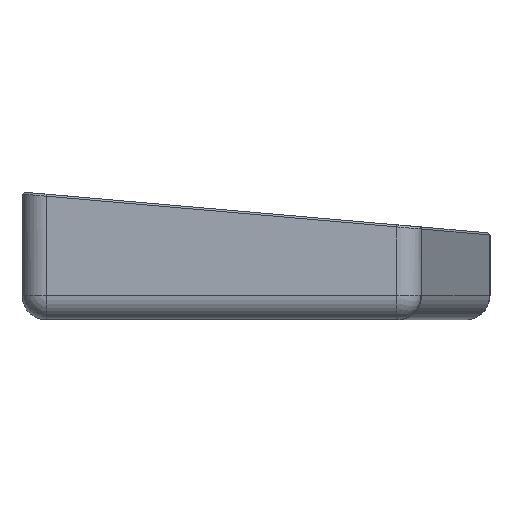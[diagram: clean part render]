
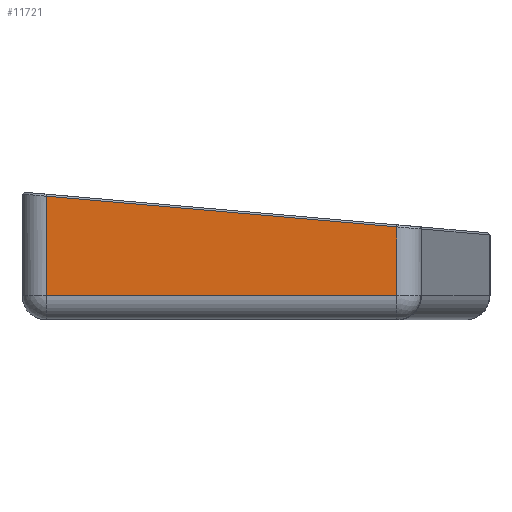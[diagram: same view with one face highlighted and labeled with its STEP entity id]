
A CAD part, left-side view. The second image highlights one B-rep face of the part: STEP entity #11721.
In plain terms, the highlighted planar face has unit normal (-1, 0, 0).
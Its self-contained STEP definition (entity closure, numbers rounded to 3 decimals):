
#384=PLANE('',#12718);
#859=FACE_OUTER_BOUND('',#1549,.T.);
#1549=EDGE_LOOP('',(#9342,#9343,#9344,#9345,#9346));
#2577=LINE('',#18894,#3820);
#2593=LINE('',#18959,#3836);
#2594=LINE('',#19025,#3837);
#2595=LINE('',#19027,#3838);
#2596=LINE('',#19028,#3839);
#3820=VECTOR('',#14939,10.);
#3836=VECTOR('',#15009,10.);
#3837=VECTOR('',#15012,10.);
#3838=VECTOR('',#15013,10.);
#3839=VECTOR('',#15014,10.);
#5546=VERTEX_POINT('',#18891);
#5547=VERTEX_POINT('',#18893);
#5563=VERTEX_POINT('',#18958);
#5565=VERTEX_POINT('',#19024);
#5566=VERTEX_POINT('',#19026);
#6890=EDGE_CURVE('',#5546,#5547,#2577,.T.);
#6921=EDGE_CURVE('',#5547,#5563,#2593,.T.);
#6924=EDGE_CURVE('',#5565,#5546,#2594,.T.);
#6925=EDGE_CURVE('',#5566,#5565,#2595,.T.);
#6926=EDGE_CURVE('',#5563,#5566,#2596,.T.);
#9342=ORIENTED_EDGE('',*,*,#6890,.F.);
#9343=ORIENTED_EDGE('',*,*,#6924,.F.);
#9344=ORIENTED_EDGE('',*,*,#6925,.F.);
#9345=ORIENTED_EDGE('',*,*,#6926,.F.);
#9346=ORIENTED_EDGE('',*,*,#6921,.F.);
#11721=ADVANCED_FACE('',(#859),#384,.T.);
#12718=AXIS2_PLACEMENT_3D('',#19023,#15010,#15011);
#14939=DIRECTION('',(0.,1.,0.));
#15009=DIRECTION('',(0.,0.,1.));
#15010=DIRECTION('center_axis',(-1.,0.,0.));
#15011=DIRECTION('ref_axis',(0.,1.,0.));
#15012=DIRECTION('',(0.,0.,-1.));
#15013=DIRECTION('',(0.,-0.996,-0.087));
#15014=DIRECTION('',(0.,-0.996,-0.087));
#18891=CARTESIAN_POINT('',(-167.112,-35.008,6.));
#18893=CARTESIAN_POINT('',(-167.112,52.142,6.));
#18894=CARTESIAN_POINT('',(-167.112,-20.504,6.));
#18958=CARTESIAN_POINT('',(-167.112,52.142,30.709));
#18959=CARTESIAN_POINT('',(-167.112,52.142,19.));
#19023=CARTESIAN_POINT('Origin',(-167.112,-41.008,19.));
#19024=CARTESIAN_POINT('',(-167.112,-35.008,23.085));
#19025=CARTESIAN_POINT('',(-167.112,-35.008,19.));
#19026=CARTESIAN_POINT('',(-167.112,-34.964,23.088));
#19027=CARTESIAN_POINT('',(-167.112,-34.964,23.088));
#19028=CARTESIAN_POINT('',(-167.112,-57.17,21.146));
